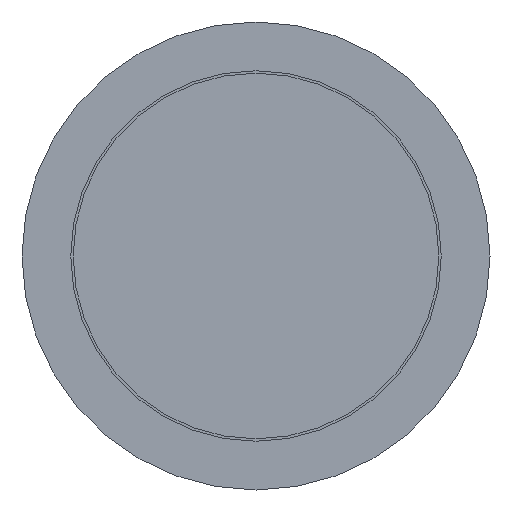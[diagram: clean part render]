
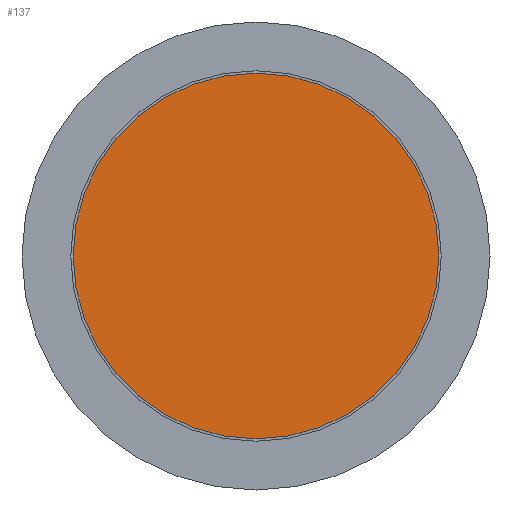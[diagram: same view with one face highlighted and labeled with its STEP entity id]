
A CAD part, front view. The second image highlights one B-rep face of the part: STEP entity #137.
In plain terms, the highlighted planar face has unit normal (0, -1, 0).
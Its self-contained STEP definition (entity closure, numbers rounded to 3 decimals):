
#26 = AXIS2_PLACEMENT_3D ( 'NONE', #489, #312, #319 ) ;
#47 = AXIS2_PLACEMENT_3D ( 'NONE', #400, #363, #153 ) ;
#97 = CARTESIAN_POINT ( 'NONE',  ( 0., 0., -18.75 ) ) ;
#137 = ADVANCED_FACE ( 'NONE', ( #184 ), #241, .F. ) ;
#138 = VERTEX_POINT ( 'NONE', #97 ) ;
#153 = DIRECTION ( 'NONE',  ( 0., 0., 1. ) ) ;
#184 = FACE_OUTER_BOUND ( 'NONE', #520, .T. ) ;
#204 = ORIENTED_EDGE ( 'NONE', *, *, #232, .T. ) ;
#232 = EDGE_CURVE ( 'NONE', #138, #138, #398, .T. ) ;
#241 = PLANE ( 'NONE',  #47 ) ;
#312 = DIRECTION ( 'NONE',  ( 0., -1., 0. ) ) ;
#319 = DIRECTION ( 'NONE',  ( 0., 0., -1. ) ) ;
#363 = DIRECTION ( 'NONE',  ( 0., 1., 0. ) ) ;
#398 = CIRCLE ( 'NONE', #26, 18.75 ) ;
#400 = CARTESIAN_POINT ( 'NONE',  ( -18.75, 0., 0. ) ) ;
#489 = CARTESIAN_POINT ( 'NONE',  ( 0., 0., 0. ) ) ;
#520 = EDGE_LOOP ( 'NONE', ( #204 ) ) ;
